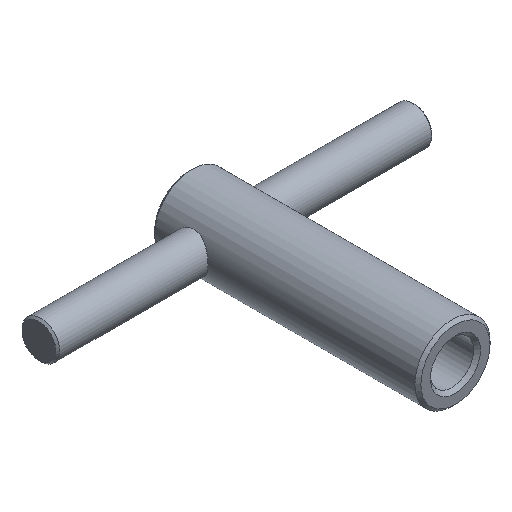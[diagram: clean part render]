
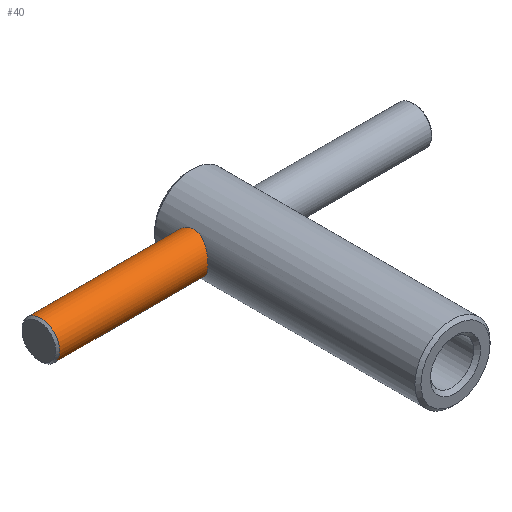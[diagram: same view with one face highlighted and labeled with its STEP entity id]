
A CAD part, isometric view. The second image highlights one B-rep face of the part: STEP entity #40.
In plain terms, the highlighted cylindrical face has radius 6 mm (diameter 12 mm), a full revolution.
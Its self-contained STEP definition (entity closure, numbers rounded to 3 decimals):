
#40 = ADVANCED_FACE( '', ( #87, #88 ), #89, .T. );
#87 = FACE_OUTER_BOUND( '', #149, .T. );
#88 = FACE_OUTER_BOUND( '', #150, .T. );
#89 = CYLINDRICAL_SURFACE( '', #151, 6. );
#149 = EDGE_LOOP( '', ( #207 ) );
#150 = EDGE_LOOP( '', ( #208 ) );
#151 = AXIS2_PLACEMENT_3D( '', #209, #210, #211 );
#207 = ORIENTED_EDGE( '', *, *, #287, .T. );
#208 = ORIENTED_EDGE( '', *, *, #288, .T. );
#209 = CARTESIAN_POINT( '', ( 60., 73., 0. ) );
#210 = DIRECTION( '', ( -1., 0., 0. ) );
#211 = DIRECTION( '', ( 0., 0., -1. ) );
#287 = EDGE_CURVE( '', #315, #315, #316, .T. );
#288 = EDGE_CURVE( '', #317, #317, #318, .T. );
#315 = VERTEX_POINT( '', #355 );
#316 = B_SPLINE_CURVE_WITH_KNOTS( '', 3, ( #356, #357, #358, #359, #360, #361, #362, #363, #364, #365, #366, #367, #368, #369, #370, #371, #372, #373, #374, #375, #376, #377, #378, #379, #380, #381, #382, #383, #384, #385, #386, #387, #388, #389, #390, #391, #392, #393, #394, #395, #396, #397, #398, #399, #400, #401, #402, #403, #404, #405, #406, #407, #408, #409, #410, #411, #412, #413, #414, #415, #416, #417, #418, #419, #420, #421, #422, #423, #424, #425, #426, #427, #428, #429, #430, #431, #432, #433, #434, #435, #436, #437, #438, #439, #440 ), .UNSPECIFIED., .T., .F., ( 2, 2, 2, 2, 2, 2, 2, 2, 2, 2, 2, 2, 2, 2, 2, 2, 2, 2, 2, 2, 2, 2, 2, 2, 2, 2, 2, 2, 2, 2, 2, 2, 1, 2, 2, 2, 2, 2, 2, 2, 2, 2, 2, 2, 2 ), ( -0.001, 0., 0.001, 0.002, 0.004, 0.005, 0.005, 0.006, 0.007, 0.008, 0.008, 0.01, 0.01, 0.011, 0.011, 0.012, 0.013, 0.014, 0.015, 0.017, 0.017, 0.018, 0.019, 0.02, 0.021, 0.023, 0.024, 0.025, 0.026, 0.026, 0.027, 0.028, 0.029, 0.029, 0.03, 0.031, 0.032, 0.032, 0.033, 0.033, 0.035, 0.036, 0.037, 0.038, 0.039 ), .UNSPECIFIED. );
#317 = VERTEX_POINT( '', #441 );
#318 = CIRCLE( '', #442, 6. );
#355 = CARTESIAN_POINT( '', ( -10.392, 73., -6. ) );
#356 = CARTESIAN_POINT( '', ( -10.392, 73.404, -6. ) );
#357 = CARTESIAN_POINT( '', ( -10.392, 72.596, -6. ) );
#358 = CARTESIAN_POINT( '', ( -10.416, 72.201, -5.96 ) );
#359 = CARTESIAN_POINT( '', ( -10.504, 71.426, -5.803 ) );
#360 = CARTESIAN_POINT( '', ( -10.569, 71.043, -5.685 ) );
#361 = CARTESIAN_POINT( '', ( -10.726, 70.321, -5.383 ) );
#362 = CARTESIAN_POINT( '', ( -10.818, 69.98, -5.199 ) );
#363 = CARTESIAN_POINT( '', ( -11.016, 69.333, -4.765 ) );
#364 = CARTESIAN_POINT( '', ( -11.121, 69.034, -4.519 ) );
#365 = CARTESIAN_POINT( '', ( -11.275, 68.626, -4.111 ) );
#366 = CARTESIAN_POINT( '', ( -11.326, 68.496, -3.969 ) );
#367 = CARTESIAN_POINT( '', ( -11.426, 68.25, -3.671 ) );
#368 = CARTESIAN_POINT( '', ( -11.475, 68.133, -3.514 ) );
#369 = CARTESIAN_POINT( '', ( -11.616, 67.806, -3.029 ) );
#370 = CARTESIAN_POINT( '', ( -11.701, 67.622, -2.688 ) );
#371 = CARTESIAN_POINT( '', ( -11.808, 67.394, -2.148 ) );
#372 = CARTESIAN_POINT( '', ( -11.84, 67.327, -1.963 ) );
#373 = CARTESIAN_POINT( '', ( -11.897, 67.209, -1.584 ) );
#374 = CARTESIAN_POINT( '', ( -11.921, 67.16, -1.389 ) );
#375 = CARTESIAN_POINT( '', ( -11.979, 67.041, -0.806 ) );
#376 = CARTESIAN_POINT( '', ( -12., 67.001, -0.412 ) );
#377 = CARTESIAN_POINT( '', ( -12., 67., 0.187 ) );
#378 = CARTESIAN_POINT( '', ( -11.995, 67.009, 0.39 ) );
#379 = CARTESIAN_POINT( '', ( -11.976, 67.049, 0.788 ) );
#380 = CARTESIAN_POINT( '', ( -11.961, 67.078, 0.985 ) );
#381 = CARTESIAN_POINT( '', ( -11.923, 67.156, 1.373 ) );
#382 = CARTESIAN_POINT( '', ( -11.899, 67.204, 1.565 ) );
#383 = CARTESIAN_POINT( '', ( -11.843, 67.32, 1.944 ) );
#384 = CARTESIAN_POINT( '', ( -11.811, 67.388, 2.131 ) );
#385 = CARTESIAN_POINT( '', ( -11.703, 67.616, 2.678 ) );
#386 = CARTESIAN_POINT( '', ( -11.618, 67.801, 3.021 ) );
#387 = CARTESIAN_POINT( '', ( -11.431, 68.234, 3.666 ) );
#388 = CARTESIAN_POINT( '', ( -11.328, 68.484, 3.969 ) );
#389 = CARTESIAN_POINT( '', ( -11.123, 69.028, 4.513 ) );
#390 = CARTESIAN_POINT( '', ( -11.019, 69.324, 4.758 ) );
#391 = CARTESIAN_POINT( '', ( -10.82, 69.971, 5.194 ) );
#392 = CARTESIAN_POINT( '', ( -10.728, 70.313, 5.379 ) );
#393 = CARTESIAN_POINT( '', ( -10.611, 70.851, 5.605 ) );
#394 = CARTESIAN_POINT( '', ( -10.575, 71.034, 5.672 ) );
#395 = CARTESIAN_POINT( '', ( -10.512, 71.41, 5.789 ) );
#396 = CARTESIAN_POINT( '', ( -10.484, 71.604, 5.839 ) );
#397 = CARTESIAN_POINT( '', ( -10.416, 72.191, 5.959 ) );
#398 = CARTESIAN_POINT( '', ( -10.393, 72.586, 5.999 ) );
#399 = CARTESIAN_POINT( '', ( -10.392, 73.381, 6.001 ) );
#400 = CARTESIAN_POINT( '', ( -10.415, 73.786, 5.962 ) );
#401 = CARTESIAN_POINT( '', ( -10.502, 74.564, 5.806 ) );
#402 = CARTESIAN_POINT( '', ( -10.566, 74.941, 5.691 ) );
#403 = CARTESIAN_POINT( '', ( -10.724, 75.671, 5.387 ) );
#404 = CARTESIAN_POINT( '', ( -10.816, 76.014, 5.203 ) );
#405 = CARTESIAN_POINT( '', ( -11.013, 76.657, 4.772 ) );
#406 = CARTESIAN_POINT( '', ( -11.118, 76.96, 4.524 ) );
#407 = CARTESIAN_POINT( '', ( -11.325, 77.507, 3.979 ) );
#408 = CARTESIAN_POINT( '', ( -11.426, 77.752, 3.683 ) );
#409 = CARTESIAN_POINT( '', ( -11.567, 78.079, 3.2 ) );
#410 = CARTESIAN_POINT( '', ( -11.612, 78.182, 3.031 ) );
#411 = CARTESIAN_POINT( '', ( -11.697, 78.368, 2.687 ) );
#412 = CARTESIAN_POINT( '', ( -11.736, 78.453, 2.51 ) );
#413 = CARTESIAN_POINT( '', ( -11.843, 78.681, 1.97 ) );
#414 = CARTESIAN_POINT( '', ( -11.9, 78.798, 1.595 ) );
#415 = CARTESIAN_POINT( '', ( -11.959, 78.918, 1.007 ) );
#416 = CARTESIAN_POINT( '', ( -11.974, 78.949, 0.807 ) );
#417 = CARTESIAN_POINT( '', ( -11.995, 78.989, 0.411 ) );
#418 = CARTESIAN_POINT( '', ( -12.005, 79.01, 0.014 ) );
#419 = CARTESIAN_POINT( '', ( -11.996, 78.991, -0.384 ) );
#420 = CARTESIAN_POINT( '', ( -11.976, 78.952, -0.783 ) );
#421 = CARTESIAN_POINT( '', ( -11.961, 78.922, -0.983 ) );
#422 = CARTESIAN_POINT( '', ( -11.903, 78.805, -1.57 ) );
#423 = CARTESIAN_POINT( '', ( -11.847, 78.689, -1.947 ) );
#424 = CARTESIAN_POINT( '', ( -11.74, 78.461, -2.493 ) );
#425 = CARTESIAN_POINT( '', ( -11.7, 78.376, -2.672 ) );
#426 = CARTESIAN_POINT( '', ( -11.616, 78.19, -3.018 ) );
#427 = CARTESIAN_POINT( '', ( -11.571, 78.089, -3.184 ) );
#428 = CARTESIAN_POINT( '', ( -11.478, 77.873, -3.506 ) );
#429 = CARTESIAN_POINT( '', ( -11.429, 77.757, -3.661 ) );
#430 = CARTESIAN_POINT( '', ( -11.329, 77.511, -3.961 ) );
#431 = CARTESIAN_POINT( '', ( -11.277, 77.38, -4.106 ) );
#432 = CARTESIAN_POINT( '', ( -11.121, 76.968, -4.517 ) );
#433 = CARTESIAN_POINT( '', ( -11.017, 76.671, -4.762 ) );
#434 = CARTESIAN_POINT( '', ( -10.821, 76.03, -5.193 ) );
#435 = CARTESIAN_POINT( '', ( -10.727, 75.682, -5.382 ) );
#436 = CARTESIAN_POINT( '', ( -10.57, 74.961, -5.684 ) );
#437 = CARTESIAN_POINT( '', ( -10.506, 74.587, -5.8 ) );
#438 = CARTESIAN_POINT( '', ( -10.417, 73.809, -5.958 ) );
#439 = CARTESIAN_POINT( '', ( -10.392, 73.404, -6. ) );
#440 = CARTESIAN_POINT( '', ( -10.392, 72.596, -6. ) );
#441 = CARTESIAN_POINT( '', ( -59.4, 73., -6. ) );
#442 = AXIS2_PLACEMENT_3D( '', #562, #563, #564 );
#562 = CARTESIAN_POINT( '', ( -59.4, 73., 0. ) );
#563 = DIRECTION( '', ( 1., 0., 0. ) );
#564 = DIRECTION( '', ( 0., 0., -1. ) );
